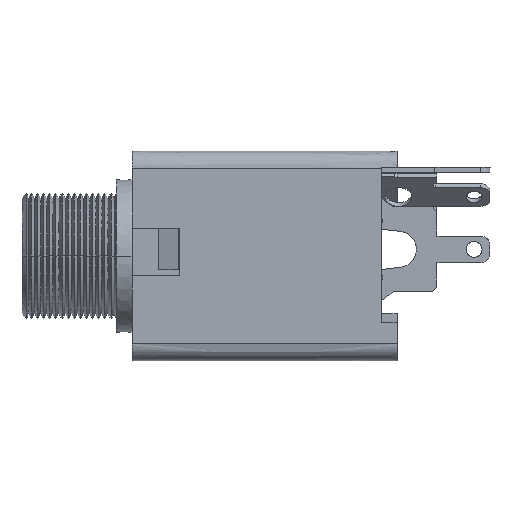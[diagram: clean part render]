
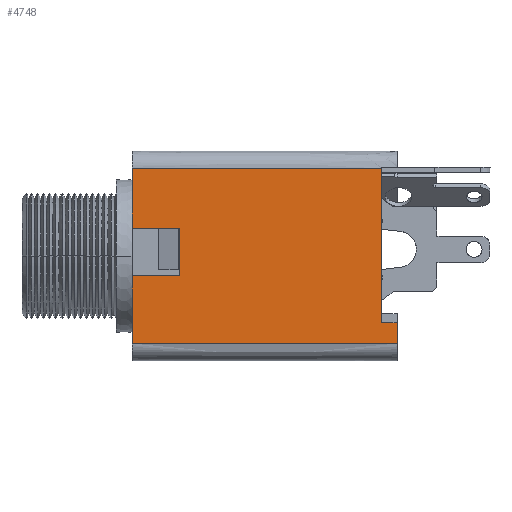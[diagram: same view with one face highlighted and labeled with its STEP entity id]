
A CAD part, left-side view. The second image highlights one B-rep face of the part: STEP entity #4748.
In plain terms, the highlighted planar face has unit normal (-1, 0, 0).
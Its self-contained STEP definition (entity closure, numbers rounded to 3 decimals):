
#186 = CARTESIAN_POINT ( 'NONE',  ( -7.9, 20., 0. ) ) ;
#312 = CARTESIAN_POINT ( 'NONE',  ( -7.9, 10., -1.5 ) ) ;
#493 = EDGE_CURVE ( 'NONE', #11876, #4489, #12562, .T. ) ;
#517 = VECTOR ( 'NONE', #5169, 1000. ) ;
#665 = VECTOR ( 'NONE', #6688, 1000. ) ;
#688 = VECTOR ( 'NONE', #7927, 1000. ) ;
#936 = CARTESIAN_POINT ( 'NONE',  ( -7.9, 1.2, 0. ) ) ;
#1298 = ORIENTED_EDGE ( 'NONE', *, *, #9835, .F. ) ;
#1370 = CARTESIAN_POINT ( 'NONE',  ( -7.9, 0., -6.6 ) ) ;
#1527 = ORIENTED_EDGE ( 'NONE', *, *, #15167, .F. ) ;
#1961 = VECTOR ( 'NONE', #17932, 1000. ) ;
#1970 = DIRECTION ( 'NONE',  ( 0., 0., 1. ) ) ;
#2172 = CARTESIAN_POINT ( 'NONE',  ( -7.9, 20., -1.5 ) ) ;
#2220 = ORIENTED_EDGE ( 'NONE', *, *, #15595, .F. ) ;
#2651 = EDGE_CURVE ( 'NONE', #18027, #3146, #8385, .T. ) ;
#2674 = EDGE_CURVE ( 'NONE', #16308, #6420, #17182, .T. ) ;
#2925 = CARTESIAN_POINT ( 'NONE',  ( -7.9, 16.4, 2.1 ) ) ;
#3146 = VERTEX_POINT ( 'NONE', #16636 ) ;
#3611 = VERTEX_POINT ( 'NONE', #5326 ) ;
#3742 = EDGE_CURVE ( 'NONE', #4303, #4489, #13434, .T. ) ;
#3795 = VECTOR ( 'NONE', #1970, 1000. ) ;
#4303 = VERTEX_POINT ( 'NONE', #8581 ) ;
#4489 = VERTEX_POINT ( 'NONE', #15154 ) ;
#4748 = ADVANCED_FACE ( 'NONE', ( #17133 ), #12108, .T. ) ;
#4896 = CARTESIAN_POINT ( 'NONE',  ( -7.9, 16.4, 0. ) ) ;
#5169 = DIRECTION ( 'NONE',  ( 0., -1., 0. ) ) ;
#5326 = CARTESIAN_POINT ( 'NONE',  ( -7.9, 16.4, -1.5 ) ) ;
#5346 = ORIENTED_EDGE ( 'NONE', *, *, #2651, .F. ) ;
#5382 = CARTESIAN_POINT ( 'NONE',  ( -7.9, 0., -5.05 ) ) ;
#5519 = VERTEX_POINT ( 'NONE', #2172 ) ;
#5615 = EDGE_LOOP ( 'NONE', ( #19508, #6152, #1527, #17247, #10372, #12415, #8620, #2220, #5346, #1298 ) ) ;
#5622 = CARTESIAN_POINT ( 'NONE',  ( -7.9, 20., 0. ) ) ;
#6152 = ORIENTED_EDGE ( 'NONE', *, *, #493, .F. ) ;
#6420 = VERTEX_POINT ( 'NONE', #1370 ) ;
#6688 = DIRECTION ( 'NONE',  ( 0., -1., 0. ) ) ;
#6786 = CARTESIAN_POINT ( 'NONE',  ( -7.9, 20., -6.6 ) ) ;
#7122 = AXIS2_PLACEMENT_3D ( 'NONE', #7368, #9190, #17032 ) ;
#7368 = CARTESIAN_POINT ( 'NONE',  ( -7.9, -0.4, -6.864 ) ) ;
#7666 = CARTESIAN_POINT ( 'NONE',  ( -7.9, 10., -6.6 ) ) ;
#7927 = DIRECTION ( 'NONE',  ( 0., 1., 0. ) ) ;
#8329 = EDGE_CURVE ( 'NONE', #5519, #17169, #8595, .T. ) ;
#8385 = LINE ( 'NONE', #936, #10802 ) ;
#8581 = CARTESIAN_POINT ( 'NONE',  ( -7.9, 20., 6.6 ) ) ;
#8595 = LINE ( 'NONE', #186, #15297 ) ;
#8620 = ORIENTED_EDGE ( 'NONE', *, *, #2674, .F. ) ;
#8775 = LINE ( 'NONE', #15146, #517 ) ;
#9190 = DIRECTION ( 'NONE',  ( -1., 0., 0. ) ) ;
#9233 = DIRECTION ( 'NONE',  ( 0., 0., -1. ) ) ;
#9563 = LINE ( 'NONE', #312, #665 ) ;
#9835 = EDGE_CURVE ( 'NONE', #4303, #18027, #10554, .T. ) ;
#10069 = CARTESIAN_POINT ( 'NONE',  ( -7.9, 10., 6.6 ) ) ;
#10372 = ORIENTED_EDGE ( 'NONE', *, *, #8329, .T. ) ;
#10460 = EDGE_CURVE ( 'NONE', #5519, #3611, #9563, .T. ) ;
#10554 = LINE ( 'NONE', #10069, #1961 ) ;
#10802 = VECTOR ( 'NONE', #9233, 1000. ) ;
#11876 = VERTEX_POINT ( 'NONE', #2925 ) ;
#12080 = VECTOR ( 'NONE', #17114, 1000. ) ;
#12108 = PLANE ( 'NONE',  #7122 ) ;
#12415 = ORIENTED_EDGE ( 'NONE', *, *, #18752, .T. ) ;
#12562 = LINE ( 'NONE', #17468, #688 ) ;
#13213 = VECTOR ( 'NONE', #18441, 1000. ) ;
#13434 = LINE ( 'NONE', #5622, #13213 ) ;
#14608 = CARTESIAN_POINT ( 'NONE',  ( -7.9, 1.2, 6.6 ) ) ;
#15146 = CARTESIAN_POINT ( 'NONE',  ( -7.9, 10., -5.05 ) ) ;
#15154 = CARTESIAN_POINT ( 'NONE',  ( -7.9, 20., 2.1 ) ) ;
#15167 = EDGE_CURVE ( 'NONE', #3611, #11876, #17837, .T. ) ;
#15297 = VECTOR ( 'NONE', #19371, 1000. ) ;
#15417 = LINE ( 'NONE', #7666, #12080 ) ;
#15595 = EDGE_CURVE ( 'NONE', #3146, #16308, #8775, .T. ) ;
#16308 = VERTEX_POINT ( 'NONE', #5382 ) ;
#16636 = CARTESIAN_POINT ( 'NONE',  ( -7.9, 1.2, -5.05 ) ) ;
#16874 = CARTESIAN_POINT ( 'NONE',  ( -7.9, 0., 0. ) ) ;
#17032 = DIRECTION ( 'NONE',  ( 0., 0., 1. ) ) ;
#17114 = DIRECTION ( 'NONE',  ( 0., -1., 0. ) ) ;
#17133 = FACE_OUTER_BOUND ( 'NONE', #5615, .T. ) ;
#17169 = VERTEX_POINT ( 'NONE', #6786 ) ;
#17182 = LINE ( 'NONE', #16874, #19174 ) ;
#17247 = ORIENTED_EDGE ( 'NONE', *, *, #10460, .F. ) ;
#17468 = CARTESIAN_POINT ( 'NONE',  ( -7.9, 10., 2.1 ) ) ;
#17837 = LINE ( 'NONE', #4896, #3795 ) ;
#17932 = DIRECTION ( 'NONE',  ( 0., -1., 0. ) ) ;
#18027 = VERTEX_POINT ( 'NONE', #14608 ) ;
#18441 = DIRECTION ( 'NONE',  ( 0., 0., -1. ) ) ;
#18752 = EDGE_CURVE ( 'NONE', #17169, #6420, #15417, .T. ) ;
#19174 = VECTOR ( 'NONE', #20311, 1000. ) ;
#19371 = DIRECTION ( 'NONE',  ( 0., 0., -1. ) ) ;
#19508 = ORIENTED_EDGE ( 'NONE', *, *, #3742, .T. ) ;
#20311 = DIRECTION ( 'NONE',  ( 0., 0., -1. ) ) ;
